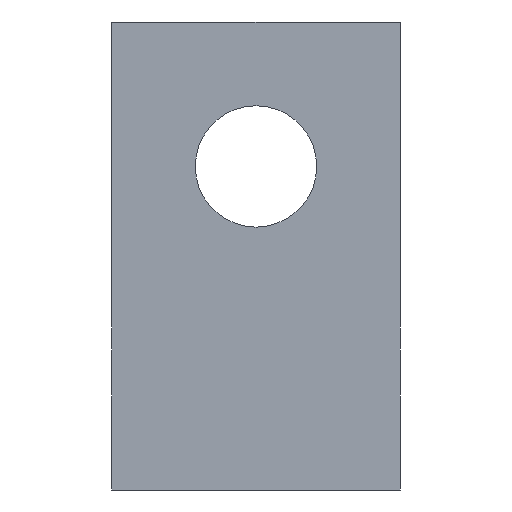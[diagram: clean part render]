
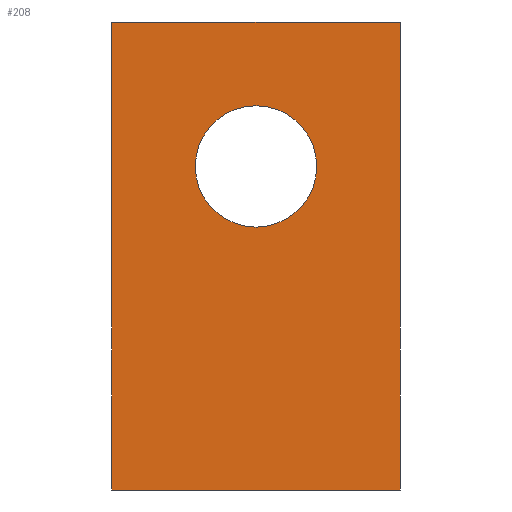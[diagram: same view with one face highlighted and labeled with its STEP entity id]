
A CAD part, front view. The second image highlights one B-rep face of the part: STEP entity #208.
In plain terms, the highlighted planar face has unit normal (0, -1, 0).
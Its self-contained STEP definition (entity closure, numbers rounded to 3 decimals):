
#16=FACE_BOUND('',#45,.T.);
#21=PLANE('',#248);
#32=FACE_OUTER_BOUND('',#44,.T.);
#44=EDGE_LOOP('',(#167,#168,#169,#170));
#45=EDGE_LOOP('',(#171));
#59=LINE('',#336,#80);
#63=LINE('',#348,#84);
#64=LINE('',#349,#85);
#65=LINE('',#350,#86);
#80=VECTOR('',#278,10.);
#84=VECTOR('',#290,10.);
#85=VECTOR('',#291,10.);
#86=VECTOR('',#292,10.);
#96=CIRCLE('',#239,2.1);
#102=VERTEX_POINT('',#315);
#109=VERTEX_POINT('',#334);
#110=VERTEX_POINT('',#335);
#113=VERTEX_POINT('',#346);
#114=VERTEX_POINT('',#347);
#121=EDGE_CURVE('',#102,#102,#96,.T.);
#129=EDGE_CURVE('',#109,#110,#59,.T.);
#135=EDGE_CURVE('',#113,#114,#63,.T.);
#136=EDGE_CURVE('',#114,#110,#64,.T.);
#137=EDGE_CURVE('',#113,#109,#65,.T.);
#167=ORIENTED_EDGE('',*,*,#135,.T.);
#168=ORIENTED_EDGE('',*,*,#136,.T.);
#169=ORIENTED_EDGE('',*,*,#129,.F.);
#170=ORIENTED_EDGE('',*,*,#137,.F.);
#171=ORIENTED_EDGE('',*,*,#121,.T.);
#208=ADVANCED_FACE('',(#32,#16),#21,.T.);
#239=AXIS2_PLACEMENT_3D('',#317,#261,#262);
#248=AXIS2_PLACEMENT_3D('',#345,#288,#289);
#261=DIRECTION('center_axis',(0.,1.,0.));
#262=DIRECTION('ref_axis',(1.,0.,0.));
#278=DIRECTION('',(1.,0.,0.));
#288=DIRECTION('center_axis',(0.,-1.,0.));
#289=DIRECTION('ref_axis',(1.,0.,0.));
#290=DIRECTION('',(1.,0.,0.));
#291=DIRECTION('',(0.,0.,1.));
#292=DIRECTION('',(0.,0.,1.));
#315=CARTESIAN_POINT('',(-2.1,-14.35,11.2));
#317=CARTESIAN_POINT('Origin',(0.,-14.35,11.2));
#334=CARTESIAN_POINT('',(-5.,-14.35,16.2));
#335=CARTESIAN_POINT('',(5.,-14.35,16.2));
#336=CARTESIAN_POINT('',(-5.,-14.35,16.2));
#345=CARTESIAN_POINT('Origin',(-5.,-14.35,0.));
#346=CARTESIAN_POINT('',(-5.,-14.35,0.));
#347=CARTESIAN_POINT('',(5.,-14.35,0.));
#348=CARTESIAN_POINT('',(-5.,-14.35,0.));
#349=CARTESIAN_POINT('',(5.,-14.35,0.));
#350=CARTESIAN_POINT('',(-5.,-14.35,0.));
